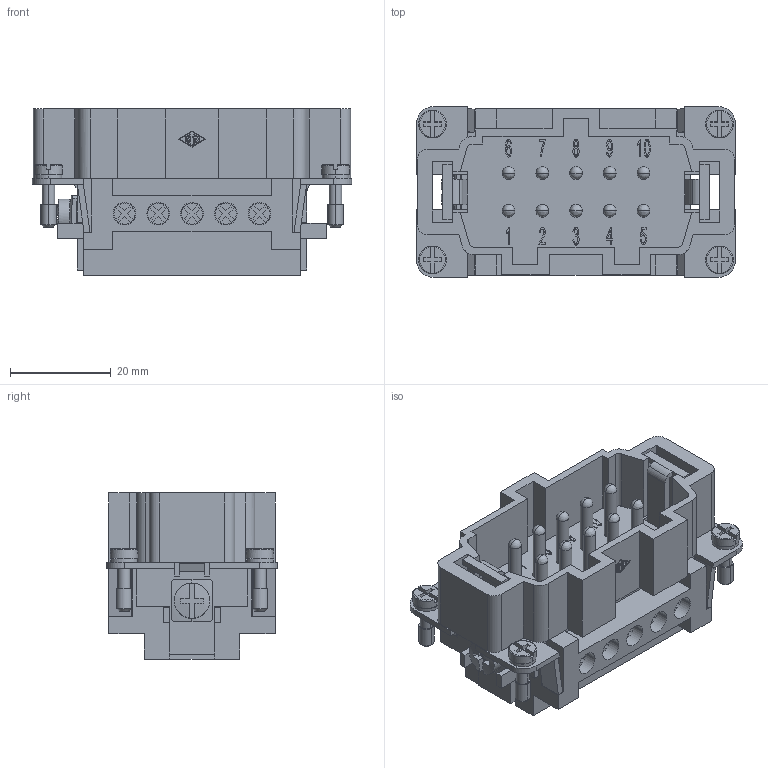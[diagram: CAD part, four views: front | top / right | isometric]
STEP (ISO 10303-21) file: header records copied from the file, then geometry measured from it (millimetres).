
FILE_DESCRIPTION((''),'2;1');
FILE_NAME('CNEM 10 TX.stp','2006-10-25T13:32:10',('gembarski'),(''),'Autodesk Inventor 7','Autodesk Inventor 7','');
FILE_SCHEMA(('AUTOMOTIVE_DESIGN { 1 0 10303 214 1 1 1 1 }'));
Length unit declared in the file: millimetre
Products named in the file (1): CNEM 10 TX
Bounding box: 63.4 x 34 x 33 mm (x, y, z)
Volume: 26879.1 mm3; surface area: 22129.7 mm2
Topology: 2 solids, 2 shells, 1181 faces, 3183 edges, 2085 vertices
Faces by surface type: plane 523, bspline 501, cylinder 131, sphere 14, torus 8, cone 4
Entity records: 39274 total; most frequent: CARTESIAN_POINT 11397, ORIENTED_EDGE 6330, DIRECTION 4768, EDGE_CURVE 3165, VECTOR 2148, LINE 2148, VERTEX_POINT 2085, AXIS2_PLACEMENT_3D 1310
